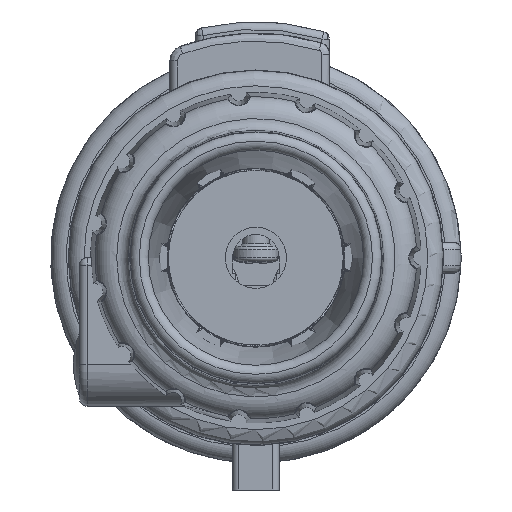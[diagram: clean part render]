
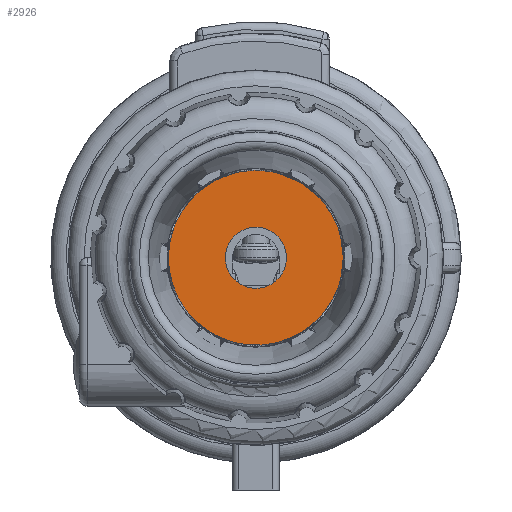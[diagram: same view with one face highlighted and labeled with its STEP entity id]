
A CAD part, front view. The second image highlights one B-rep face of the part: STEP entity #2926.
In plain terms, the highlighted planar face has unit normal (0, -1, 0).
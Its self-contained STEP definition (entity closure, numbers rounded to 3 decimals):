
#866=FACE_BOUND('',#5576,.T.);
#867=FACE_BOUND('',#5577,.T.);
#2926=ADVANCED_FACE('',(#866,#867),#3449,.T.);
#3449=PLANE('',#21320);
#5576=EDGE_LOOP('',(#11853));
#5577=EDGE_LOOP('',(#11854));
#6562=CIRCLE('',#21313,14.3);
#6565=CIRCLE('',#21318,3.95);
#11853=ORIENTED_EDGE('',*,*,#16829,.T.);
#11854=ORIENTED_EDGE('',*,*,#16832,.F.);
#14058=VERTEX_POINT('',#41492);
#14061=VERTEX_POINT('',#41500);
#16829=EDGE_CURVE('',#14058,#14058,#6562,.T.);
#16832=EDGE_CURVE('',#14061,#14061,#6565,.T.);
#21313=AXIS2_PLACEMENT_3D('',#41491,#26301,#26302);
#21318=AXIS2_PLACEMENT_3D('',#41499,#26311,#26312);
#21320=AXIS2_PLACEMENT_3D('',#41502,#26315,#26316);
#26301=DIRECTION('',(0.,-1.,0.));
#26302=DIRECTION('',(-1.,0.,0.));
#26311=DIRECTION('',(0.,-1.,0.));
#26312=DIRECTION('',(-1.,0.,0.));
#26315=DIRECTION('',(0.,-1.,0.));
#26316=DIRECTION('',(0.,0.,1.));
#41491=CARTESIAN_POINT('',(0.,-89.854,0.));
#41492=CARTESIAN_POINT('',(-14.3,-89.854,0.));
#41499=CARTESIAN_POINT('',(0.,-89.854,0.));
#41500=CARTESIAN_POINT('',(-3.95,-89.854,0.));
#41502=CARTESIAN_POINT('',(-28.6,-89.854,28.6));
